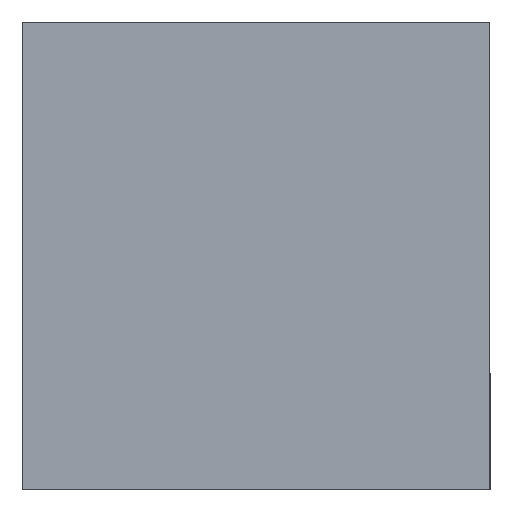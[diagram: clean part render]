
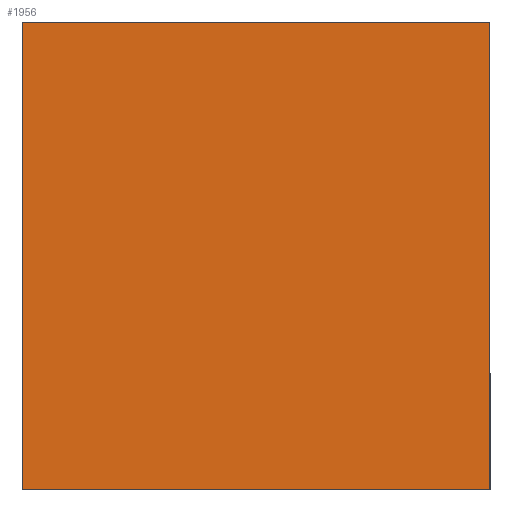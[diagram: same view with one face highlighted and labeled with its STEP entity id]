
A CAD part, left-side view. The second image highlights one B-rep face of the part: STEP entity #1956.
In plain terms, the highlighted planar face has unit normal (-1, 0, 0).
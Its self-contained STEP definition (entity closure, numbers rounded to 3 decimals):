
#30 = LINE ( 'NONE', #1282, #2027 ) ;
#35 = VECTOR ( 'NONE', #1861, 1000. ) ;
#74 = CARTESIAN_POINT ( 'NONE',  ( 0., 1., 0. ) ) ;
#263 = VECTOR ( 'NONE', #327, 1000. ) ;
#271 = VERTEX_POINT ( 'NONE', #1481 ) ;
#327 = DIRECTION ( 'NONE',  ( 0., -1., 0. ) ) ;
#351 = LINE ( 'NONE', #2040, #673 ) ;
#587 = FACE_OUTER_BOUND ( 'NONE', #1496, .T. ) ;
#612 = DIRECTION ( 'NONE',  ( 0., 0., -1. ) ) ;
#628 = PLANE ( 'NONE',  #778 ) ;
#673 = VECTOR ( 'NONE', #2023, 1000. ) ;
#696 = ORIENTED_EDGE ( 'NONE', *, *, #719, .T. ) ;
#719 = EDGE_CURVE ( 'NONE', #1325, #1045, #1305, .T. ) ;
#778 = AXIS2_PLACEMENT_3D ( 'NONE', #1409, #1605, #612 ) ;
#899 = LINE ( 'NONE', #1271, #35 ) ;
#1045 = VERTEX_POINT ( 'NONE', #2090 ) ;
#1271 = CARTESIAN_POINT ( 'NONE',  ( 0., 1., 0. ) ) ;
#1282 = CARTESIAN_POINT ( 'NONE',  ( 0., 1., 0. ) ) ;
#1305 = LINE ( 'NONE', #2087, #263 ) ;
#1325 = VERTEX_POINT ( 'NONE', #2019 ) ;
#1409 = CARTESIAN_POINT ( 'NONE',  ( 0., 1., 0. ) ) ;
#1481 = CARTESIAN_POINT ( 'NONE',  ( 0., 0., 0. ) ) ;
#1496 = EDGE_LOOP ( 'NONE', ( #2146, #2043, #2126, #696 ) ) ;
#1605 = DIRECTION ( 'NONE',  ( 1., 0., 0. ) ) ;
#1861 = DIRECTION ( 'NONE',  ( 0., -1., 0. ) ) ;
#1956 = ADVANCED_FACE ( 'NONE', ( #587 ), #628, .F. ) ;
#2019 = CARTESIAN_POINT ( 'NONE',  ( 0., 1., -1. ) ) ;
#2023 = DIRECTION ( 'NONE',  ( 0., 0., 1. ) ) ;
#2027 = VECTOR ( 'NONE', #2275, 1000. ) ;
#2040 = CARTESIAN_POINT ( 'NONE',  ( 0., 0., 0. ) ) ;
#2043 = ORIENTED_EDGE ( 'NONE', *, *, #2112, .F. ) ;
#2087 = CARTESIAN_POINT ( 'NONE',  ( 0., 1., -1. ) ) ;
#2090 = CARTESIAN_POINT ( 'NONE',  ( 0., 0., -1. ) ) ;
#2112 = EDGE_CURVE ( 'NONE', #2168, #271, #899, .T. ) ;
#2126 = ORIENTED_EDGE ( 'NONE', *, *, #2416, .F. ) ;
#2146 = ORIENTED_EDGE ( 'NONE', *, *, #2372, .T. ) ;
#2168 = VERTEX_POINT ( 'NONE', #74 ) ;
#2275 = DIRECTION ( 'NONE',  ( 0., 0., 1. ) ) ;
#2372 = EDGE_CURVE ( 'NONE', #1045, #271, #351, .T. ) ;
#2416 = EDGE_CURVE ( 'NONE', #1325, #2168, #30, .T. ) ;
